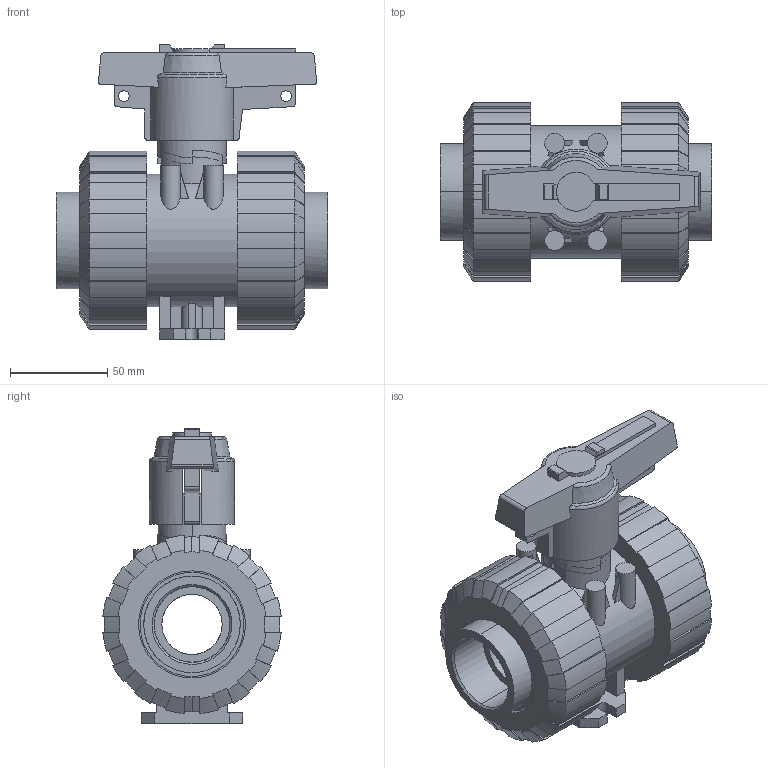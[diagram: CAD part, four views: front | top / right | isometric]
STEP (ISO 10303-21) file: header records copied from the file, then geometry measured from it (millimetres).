
FILE_DESCRIPTION(('STEP AP214'),'1');
FILE_NAME('cctmp_ED70211A-BD96-4E1B-8FA3-68F7E539C80C_2021_10_20_14_44_20_0103..stp','2021-10-20T12:44:20',('Praher Valves GmbH'),('CADClick - www.CADClick.com'),'Spatial InterOp 3D',' ','unknown authorization');
FILE_SCHEMA(('AUTOMOTIVE_DESIGN'));
Length unit declared in the file: millimetre
Products named in the file (7): cc_unnamed; 210293_5; 210293_4; 210293_3; 210293_2; 210293_1; 210293
Assembly tree (6 placements, depth 2):
  cc_unnamed
    210293_5
    210293_4
    210293_3
    210293_2
    210293_1
    210293
Bounding box: 139.6 x 91.65 x 151.77 mm (x, y, z)
Volume: 642371.1 mm3; surface area: 141945.5 mm2
Topology: 6 solids, 6 shells, 456 faces, 1296 edges, 862 vertices
Faces by surface type: plane 222, cylinder 122, cone 80, bspline 24, torus 8
Entity records: 19781 total; most frequent: CARTESIAN_POINT 4324, ORIENTED_EDGE 2592, DIRECTION 2338, EDGE_CURVE 1296, VERTEX_POINT 862, AXIS2_PLACEMENT_3D 837, LINE 664, VECTOR 664
